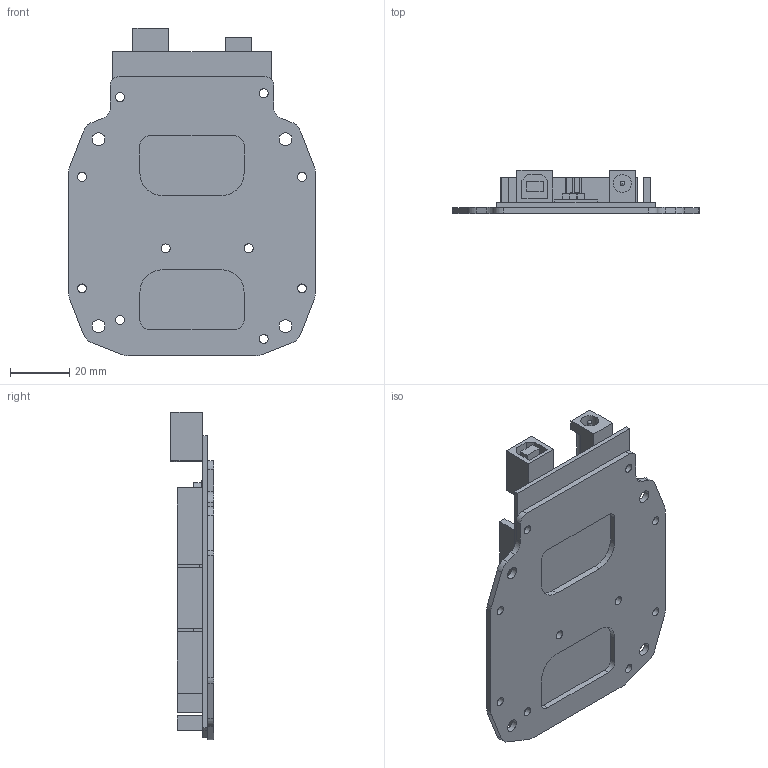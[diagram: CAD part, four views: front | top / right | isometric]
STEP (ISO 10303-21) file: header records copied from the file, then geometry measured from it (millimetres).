
FILE_DESCRIPTION(/* description */ (''),/* implementation_level */ '2;1');
FILE_NAME(/* name */ 'Instrument Arduino Mount v5.step',/* time_stamp */ '2023-02-09T23:01:57-07:00',/* author */ (''),/* organization */ (''),/* preprocessor_version */ 'ST-DEVELOPER v19.2',/* originating_system */ 'Autodesk Translation Framework v11.17.0.187',/* authorisation */ '');
FILE_SCHEMA (('AUTOMOTIVE_DESIGN { 1 0 10303 214 3 1 1 }'));
Length unit declared in the file: millimetre
Products named in the file (3): Instrument Arduino Mount; Instrument Arduino Mount_1; Arduino Mega
Assembly tree (2 placements, depth 2):
  Instrument Arduino Mount
    Instrument Arduino Mount_1
    Arduino Mega
Bounding box: 82.93 x 14.5 x 110.27 mm (x, y, z)
Volume: 26380.8 mm3; surface area: 34070 mm2
Topology: 5 solids, 5 shells, 605 faces, 1565 edges, 1043 vertices
Faces by surface type: plane 554, cylinder 50, sphere 1
Full cylindrical faces by diameter (mm): 1.5 x1, 3 x17, 4.318 x4, 6 x1
Entity records: 18475 total; most frequent: CARTESIAN_POINT 3217, ORIENTED_EDGE 3128, DIRECTION 2887, EDGE_CURVE 1564, LINE 1461, VECTOR 1461, VERTEX_POINT 1043, EDGE_LOOP 795
